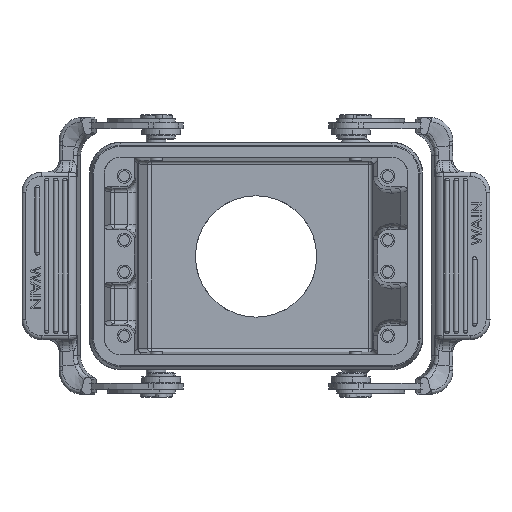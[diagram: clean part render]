
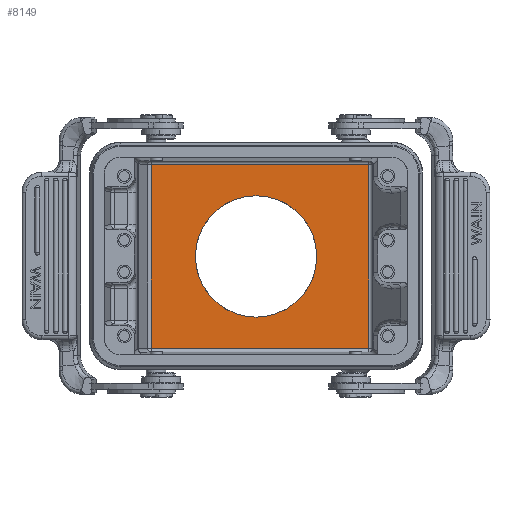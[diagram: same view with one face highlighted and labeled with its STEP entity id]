
A CAD part, top view. The second image highlights one B-rep face of the part: STEP entity #8149.
In plain terms, the highlighted planar face has unit normal (0, 0, 1).
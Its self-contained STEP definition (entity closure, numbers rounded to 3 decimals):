
#207=DIRECTION('',(0.,1.,0.));
#208=VECTOR('',#207,45.923);
#209=CARTESIAN_POINT('',(28.259,-22.961,-70.86));
#210=LINE('',#209,#208);
#215=CARTESIAN_POINT('',(0.01,0.,
-70.86));
#216=DIRECTION('',(0.,0.,1.));
#217=DIRECTION('',(0.,1.,0.));
#218=AXIS2_PLACEMENT_3D('',#215,#216,#217);
#220=CARTESIAN_POINT('',(0.01,0.,
-70.86));
#221=DIRECTION('',(0.,0.,1.));
#222=DIRECTION('',(0.,-1.,0.));
#223=AXIS2_PLACEMENT_3D('',#220,#221,#222);
#225=DIRECTION('',(1.,0.,0.));
#226=VECTOR('',#225,54.461);
#227=CARTESIAN_POINT('',(-26.202,-22.961,
-70.86));
#228=LINE('',#227,#226);
#592=DIRECTION('',(-1.,0.,0.));
#593=VECTOR('',#592,54.461);
#594=CARTESIAN_POINT('',(28.259,22.961,-70.86));
#595=LINE('',#594,#593);
#623=DIRECTION('',(0.,-1.,0.));
#624=VECTOR('',#623,45.923);
#625=CARTESIAN_POINT('',(-26.202,22.961,-70.86));
#626=LINE('',#625,#624);
#6848=CARTESIAN_POINT('',(28.259,22.961,-70.86));
#6849=CARTESIAN_POINT('',(-26.202,22.961,
-70.86));
#6850=VERTEX_POINT('',#6848);
#6851=VERTEX_POINT('',#6849);
#6852=CARTESIAN_POINT('',(28.259,-22.961,
-70.86));
#6853=VERTEX_POINT('',#6852);
#6854=CARTESIAN_POINT('',(-26.202,-22.961,
-70.86));
#6855=VERTEX_POINT('',#6854);
#7832=CARTESIAN_POINT('',(0.01,15.2,-70.86));
#7833=CARTESIAN_POINT('',(0.01,-15.2,-70.86));
#7834=VERTEX_POINT('',#7832);
#7835=VERTEX_POINT('',#7833);
#8129=CARTESIAN_POINT('',(-30.759,-28.,-70.86));
#8130=DIRECTION('',(0.,0.,1.));
#8131=DIRECTION('',(1.,0.,0.));
#8132=AXIS2_PLACEMENT_3D('',#8129,#8130,#8131);
#8133=PLANE('',#8132);
#8134=ORIENTED_EDGE('',*,*,#8119,.F.);
#8136=ORIENTED_EDGE('',*,*,#8135,.F.);
#8138=ORIENTED_EDGE('',*,*,#8137,.F.);
#8140=ORIENTED_EDGE('',*,*,#8139,.F.);
#8141=EDGE_LOOP('',(#8134,#8136,#8138,#8140));
#8142=FACE_OUTER_BOUND('',#8141,.F.);
#8144=ORIENTED_EDGE('',*,*,#8143,.T.);
#8146=ORIENTED_EDGE('',*,*,#8145,.T.);
#8147=EDGE_LOOP('',(#8144,#8146));
#8148=FACE_BOUND('',#8147,.F.);
#8149=ADVANCED_FACE('',(#8142,#8148),#8133,.T.);
#219=CIRCLE('',#218,15.2);
#224=CIRCLE('',#223,15.2);
#8119=EDGE_CURVE('',#6853,#6850,#210,.T.);
#8135=EDGE_CURVE('',#6855,#6853,#228,.T.);
#8137=EDGE_CURVE('',#6851,#6855,#626,.T.);
#8139=EDGE_CURVE('',#6850,#6851,#595,.T.);
#8143=EDGE_CURVE('',#7834,#7835,#219,.T.);
#8145=EDGE_CURVE('',#7835,#7834,#224,.T.);
